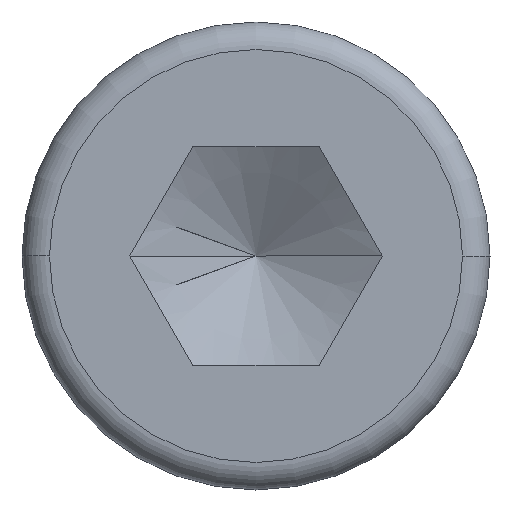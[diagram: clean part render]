
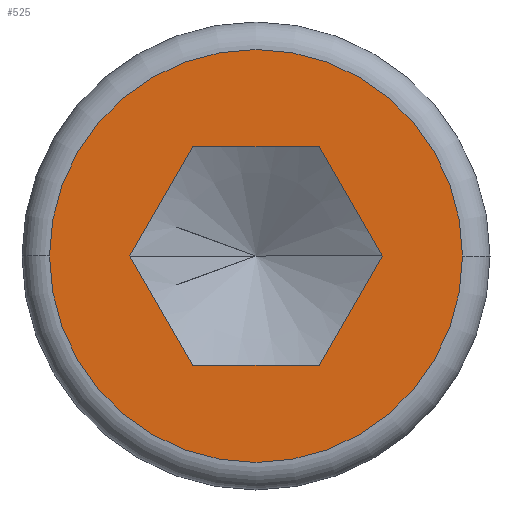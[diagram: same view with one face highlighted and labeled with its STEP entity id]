
A CAD part, left-side view. The second image highlights one B-rep face of the part: STEP entity #525.
In plain terms, the highlighted planar face has unit normal (-1, 0, 0).
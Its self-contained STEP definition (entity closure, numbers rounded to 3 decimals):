
#16 = DIRECTION ( 'NONE',  ( 0., -1., 0. ) ) ;
#19 = ORIENTED_EDGE ( 'NONE', *, *, #541, .F. ) ;
#21 = VERTEX_POINT ( 'NONE', #45 ) ;
#23 = VECTOR ( 'NONE', #350, 1000. ) ;
#25 = CARTESIAN_POINT ( 'NONE',  ( -4., -3., 0. ) ) ;
#40 = ORIENTED_EDGE ( 'NONE', *, *, #547, .F. ) ;
#45 = CARTESIAN_POINT ( 'NONE',  ( -4., 0.917, -1.588 ) ) ;
#65 = CARTESIAN_POINT ( 'NONE',  ( -4., 3., 0. ) ) ;
#77 = VERTEX_POINT ( 'NONE', #510 ) ;
#78 = ORIENTED_EDGE ( 'NONE', *, *, #532, .T. ) ;
#106 = VERTEX_POINT ( 'NONE', #613 ) ;
#132 = EDGE_LOOP ( 'NONE', ( #19, #640, #380, #40, #328, #644 ) ) ;
#144 = DIRECTION ( 'NONE',  ( 0., -1., 0. ) ) ;
#165 = VECTOR ( 'NONE', #16, 1000. ) ;
#176 = LINE ( 'NONE', #463, #165 ) ;
#185 = VERTEX_POINT ( 'NONE', #580 ) ;
#187 = VERTEX_POINT ( 'NONE', #65 ) ;
#188 = ORIENTED_EDGE ( 'NONE', *, *, #540, .T. ) ;
#198 = CARTESIAN_POINT ( 'NONE',  ( -4., 0., 0. ) ) ;
#201 = DIRECTION ( 'NONE',  ( 0., 0.5, -0.866 ) ) ;
#233 = CARTESIAN_POINT ( 'NONE',  ( -4., 0., 0. ) ) ;
#239 = DIRECTION ( 'NONE',  ( 0., -1., 0. ) ) ;
#270 = VECTOR ( 'NONE', #201, 1000. ) ;
#287 = DIRECTION ( 'NONE',  ( 0., -1., 0. ) ) ;
#293 = DIRECTION ( 'NONE',  ( 0., -0.5, 0.866 ) ) ;
#294 = CARTESIAN_POINT ( 'NONE',  ( -4., -0.917, 1.588 ) ) ;
#302 = LINE ( 'NONE', #354, #270 ) ;
#305 = VERTEX_POINT ( 'NONE', #571 ) ;
#315 = LINE ( 'NONE', #668, #23 ) ;
#317 = LINE ( 'NONE', #294, #611 ) ;
#318 = AXIS2_PLACEMENT_3D ( 'NONE', #198, #584, #239 ) ;
#322 = AXIS2_PLACEMENT_3D ( 'NONE', #233, #618, #287 ) ;
#325 = AXIS2_PLACEMENT_3D ( 'NONE', #680, #477, #144 ) ;
#328 = ORIENTED_EDGE ( 'NONE', *, *, #549, .F. ) ;
#331 = CIRCLE ( 'NONE', #322, 3. ) ;
#350 = DIRECTION ( 'NONE',  ( 0., 0.5, 0.866 ) ) ;
#354 = CARTESIAN_POINT ( 'NONE',  ( -4., 0.917, 1.588 ) ) ;
#368 = CARTESIAN_POINT ( 'NONE',  ( -4., -0.917, -1.588 ) ) ;
#370 = EDGE_LOOP ( 'NONE', ( #78, #188 ) ) ;
#380 = ORIENTED_EDGE ( 'NONE', *, *, #545, .F. ) ;
#444 = VECTOR ( 'NONE', #293, 1000. ) ;
#463 = CARTESIAN_POINT ( 'NONE',  ( -4., 0.917, -1.588 ) ) ;
#464 = EDGE_CURVE ( 'NONE', #185, #305, #317, .T. ) ;
#466 = DIRECTION ( 'NONE',  ( 0., -0.5, -0.866 ) ) ;
#475 = LINE ( 'NONE', #529, #444 ) ;
#477 = DIRECTION ( 'NONE',  ( 1., 0., 0. ) ) ;
#510 = CARTESIAN_POINT ( 'NONE',  ( -4., 1.833, 0. ) ) ;
#524 = FACE_OUTER_BOUND ( 'NONE', #370, .T. ) ;
#525 = ADVANCED_FACE ( 'NONE', ( #638, #524 ), #538, .F. ) ;
#529 = CARTESIAN_POINT ( 'NONE',  ( -4., -0.917, -1.588 ) ) ;
#532 = EDGE_CURVE ( 'NONE', #641, #187, #331, .T. ) ;
#538 = PLANE ( 'NONE',  #325 ) ;
#540 = EDGE_CURVE ( 'NONE', #187, #641, #607, .T. ) ;
#541 = EDGE_CURVE ( 'NONE', #106, #185, #315, .T. ) ;
#543 = EDGE_CURVE ( 'NONE', #650, #106, #475, .T. ) ;
#545 = EDGE_CURVE ( 'NONE', #21, #650, #176, .T. ) ;
#547 = EDGE_CURVE ( 'NONE', #77, #21, #600, .T. ) ;
#549 = EDGE_CURVE ( 'NONE', #305, #77, #302, .T. ) ;
#571 = CARTESIAN_POINT ( 'NONE',  ( -4., 0.917, 1.588 ) ) ;
#580 = CARTESIAN_POINT ( 'NONE',  ( -4., -0.917, 1.588 ) ) ;
#584 = DIRECTION ( 'NONE',  ( -1., 0., 0. ) ) ;
#592 = VECTOR ( 'NONE', #466, 1000. ) ;
#600 = LINE ( 'NONE', #622, #592 ) ;
#607 = CIRCLE ( 'NONE', #318, 3. ) ;
#611 = VECTOR ( 'NONE', #674, 1000. ) ;
#613 = CARTESIAN_POINT ( 'NONE',  ( -4., -1.833, 0. ) ) ;
#618 = DIRECTION ( 'NONE',  ( -1., 0., 0. ) ) ;
#622 = CARTESIAN_POINT ( 'NONE',  ( -4., 1.833, 0. ) ) ;
#638 = FACE_BOUND ( 'NONE', #132, .T. ) ;
#640 = ORIENTED_EDGE ( 'NONE', *, *, #543, .F. ) ;
#641 = VERTEX_POINT ( 'NONE', #25 ) ;
#644 = ORIENTED_EDGE ( 'NONE', *, *, #464, .F. ) ;
#650 = VERTEX_POINT ( 'NONE', #368 ) ;
#668 = CARTESIAN_POINT ( 'NONE',  ( -4., -1.833, 0. ) ) ;
#674 = DIRECTION ( 'NONE',  ( 0., 1., 0. ) ) ;
#680 = CARTESIAN_POINT ( 'NONE',  ( -4., 1.833, 0. ) ) ;
